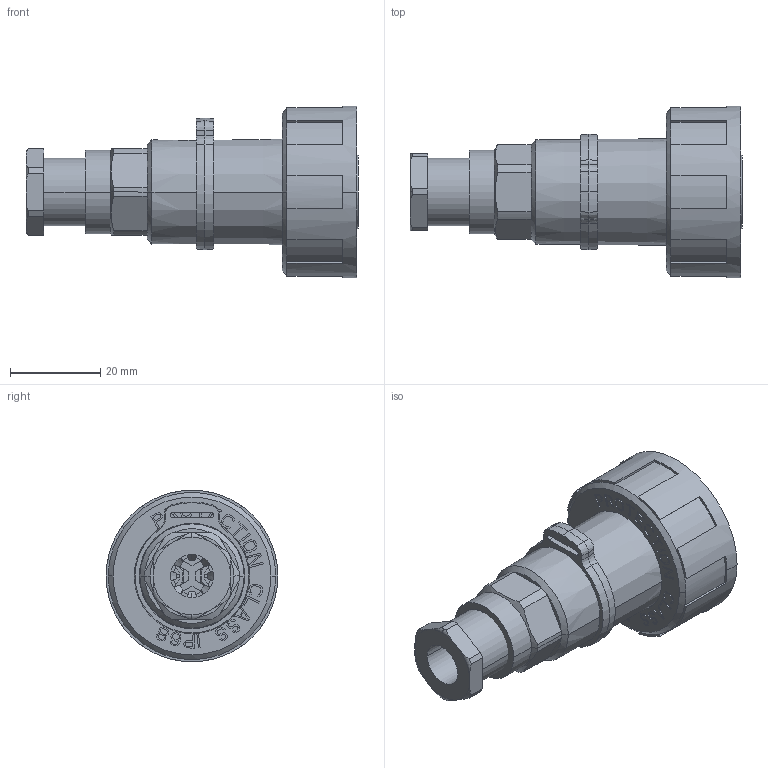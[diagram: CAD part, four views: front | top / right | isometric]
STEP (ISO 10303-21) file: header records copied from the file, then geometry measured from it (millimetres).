
FILE_DESCRIPTION(('STEP AP242'),'1');
FILE_NAME('px0736-s.stp','2023-05-17T20:59:24',('TraceParts'),('TraceParts S.A.'),'Spatial InterOp 3D',' ',' ');
FILE_SCHEMA(('AP242_MANAGED_MODEL_BASED_3D_ENGINEERING_MIM_LF {1 0 10303 442 1 1 4}'));
Length unit declared in the file: millimetre
Products named in the file (1): px0736-s_1
Bounding box: 73.41 x 37.97 x 37.97 mm (x, y, z)
Volume: 22318 mm3; surface area: 24281.2 mm2
Topology: 12 solids, 12 shells, 1081 faces, 2949 edges, 1927 vertices
Faces by surface type: plane 810, cylinder 138, cone 100, bspline 21, torus 8, sphere 4
Entity records: 39407 total; most frequent: CARTESIAN_POINT 12102, ORIENTED_EDGE 5882, DIRECTION 5306, EDGE_CURVE 2941, LINE 2252, VECTOR 2252, VERTEX_POINT 1927, AXIS2_PLACEMENT_3D 1527
